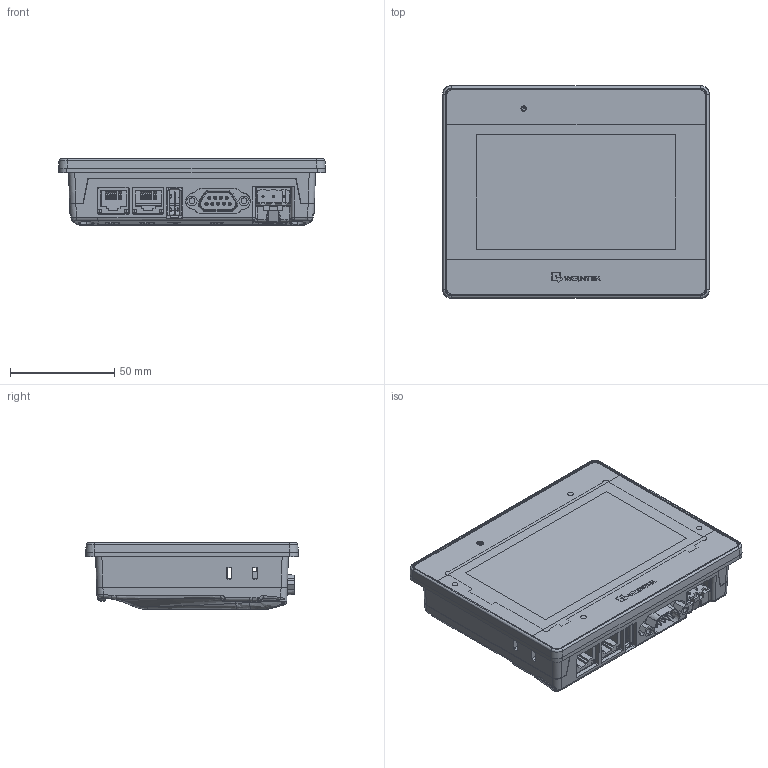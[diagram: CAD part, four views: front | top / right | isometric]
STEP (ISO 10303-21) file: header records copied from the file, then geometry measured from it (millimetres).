
FILE_DESCRIPTION (( 'STEP AP203' ), '1' );
FILE_NAME ('MT8053iE.STEP', '2018-09-13T07:02:06', ( 'Annayang' ), ( '' ), 'SwSTEP 2.0', 'SolidWorks 2011', '' );
FILE_SCHEMA (( 'CONFIG_CONTROL_DESIGN' ));
Products named in the file (1): MT8053iE
Bounding box: 128 x 102 x 32 mm (x, y, z)
Surface area: 68247.4 mm2 (no closed solid volume)
Topology: 0 solids, 45 shells, 977 faces, 3696 edges, 2663 vertices
Faces by surface type: plane 363, bspline 235, cylinder 228, cone 75, torus 50, sphere 26
Entity records: 48202 total; most frequent: CARTESIAN_POINT 21029, ORIENTED_EDGE 5621, DIRECTION 4625, EDGE_CURVE 3634, VERTEX_POINT 2645, VECTOR 1787, LINE 1787, AXIS2_PLACEMENT_3D 1419
